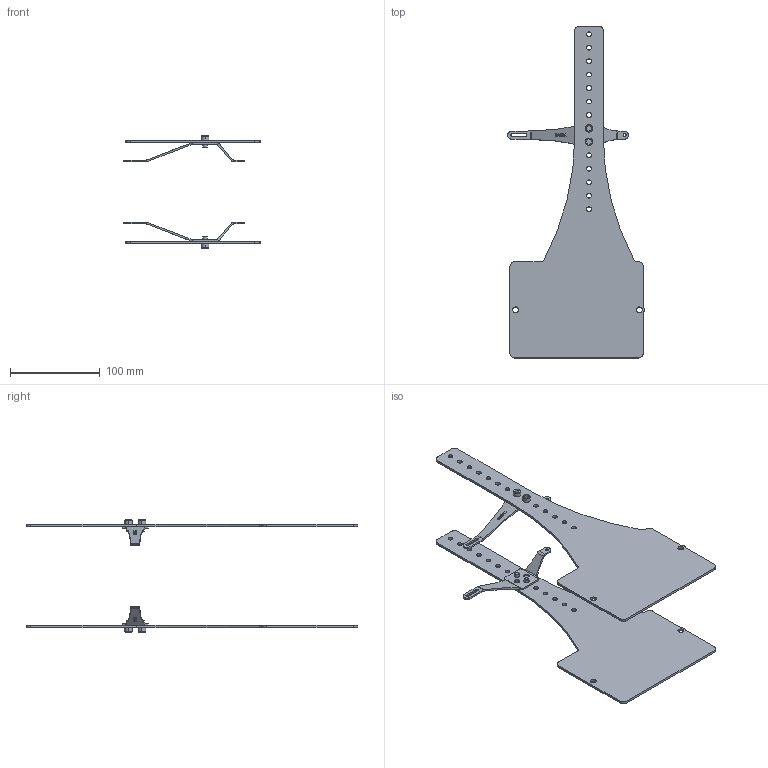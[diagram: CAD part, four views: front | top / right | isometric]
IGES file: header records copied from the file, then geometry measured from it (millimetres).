
Start section:  PTC IGES file: 155387.igs
Global section: file name: 155387.igs; native system: Pro/ENGINEER by Parametric Technology Corporation; preprocessor: 2009141; author: banengservice; organization: Unknown; date: 20110505.114031; units: inch
Bounding box: 152.43 x 370 x 125.21 mm (x, y, z)
Volume: 152586.7 mm3; surface area: 123325.2 mm2
Topology: 2 solids, 2 shells, 738 faces, 2002 edges, 1308 vertices
Faces by surface type: bspline 564, revolution 174
